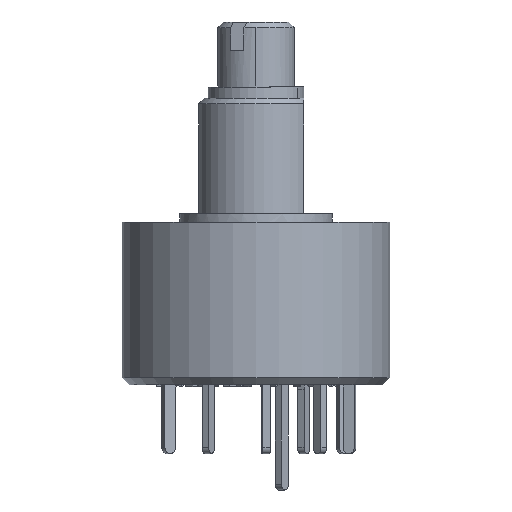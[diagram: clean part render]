
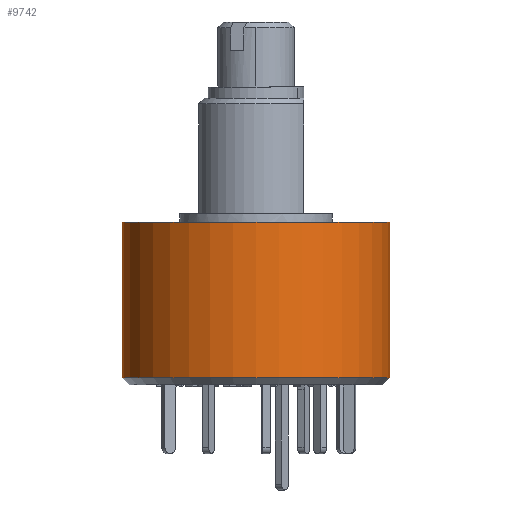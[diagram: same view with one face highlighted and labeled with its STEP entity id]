
A CAD part, left-side view. The second image highlights one B-rep face of the part: STEP entity #9742.
In plain terms, the highlighted cylindrical face has radius 7 mm (diameter 14 mm), a partial arc.
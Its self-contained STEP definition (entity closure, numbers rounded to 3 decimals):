
#377 = DIRECTION ( 'NONE',  ( 0., 0., -1. ) ) ;
#813 = VECTOR ( 'NONE', #377, 1000. ) ;
#1416 = CARTESIAN_POINT ( 'NONE',  ( 0., 7., -0.45 ) ) ;
#1688 = CARTESIAN_POINT ( 'NONE',  ( 0., -7., -8.574 ) ) ;
#1908 = ORIENTED_EDGE ( 'NONE', *, *, #14328, .T. ) ;
#2471 = DIRECTION ( 'NONE',  ( 0., 0., -1. ) ) ;
#2741 = ORIENTED_EDGE ( 'NONE', *, *, #14352, .F. ) ;
#2773 = DIRECTION ( 'NONE',  ( 0., 1., 0. ) ) ;
#2800 = DIRECTION ( 'NONE',  ( 0., 0., 1. ) ) ;
#2881 = VERTEX_POINT ( 'NONE', #1688 ) ;
#4047 = ORIENTED_EDGE ( 'NONE', *, *, #14335, .F. ) ;
#5224 = CARTESIAN_POINT ( 'NONE',  ( 0., -7., -0.45 ) ) ;
#5472 = DIRECTION ( 'NONE',  ( 0., 0., -1. ) ) ;
#5720 = VERTEX_POINT ( 'NONE', #6974 ) ;
#6676 = DIRECTION ( 'NONE',  ( 0., -1., 0. ) ) ;
#6974 = CARTESIAN_POINT ( 'NONE',  ( 0., 7., -8.574 ) ) ;
#8742 = CARTESIAN_POINT ( 'NONE',  ( 0., 7., -0.45 ) ) ;
#8776 = AXIS2_PLACEMENT_3D ( 'NONE', #11090, #5472, #2773 ) ;
#8857 = ORIENTED_EDGE ( 'NONE', *, *, #15382, .T. ) ;
#8904 = DIRECTION ( 'NONE',  ( 0., -1., 0. ) ) ;
#8952 = DIRECTION ( 'NONE',  ( 0., 0., 1. ) ) ;
#9137 = AXIS2_PLACEMENT_3D ( 'NONE', #12812, #8952, #6676 ) ;
#9464 = FACE_OUTER_BOUND ( 'NONE', #12166, .T. ) ;
#9742 = ADVANCED_FACE ( 'NONE', ( #9464 ), #11033, .T. ) ;
#10663 = VERTEX_POINT ( 'NONE', #1416 ) ;
#10825 = LINE ( 'NONE', #8742, #13368 ) ;
#11033 = CYLINDRICAL_SURFACE ( 'NONE', #8776, 7. ) ;
#11090 = CARTESIAN_POINT ( 'NONE',  ( 0., 0., -0.45 ) ) ;
#11433 = CIRCLE ( 'NONE', #16021, 7. ) ;
#12166 = EDGE_LOOP ( 'NONE', ( #4047, #2741, #8857, #1908 ) ) ;
#12812 = CARTESIAN_POINT ( 'NONE',  ( 0., 0., -8.574 ) ) ;
#13200 = LINE ( 'NONE', #5224, #813 ) ;
#13368 = VECTOR ( 'NONE', #2471, 1000. ) ;
#13483 = CARTESIAN_POINT ( 'NONE',  ( 0., -7., -0.45 ) ) ;
#14170 = CIRCLE ( 'NONE', #9137, 7. ) ;
#14328 = EDGE_CURVE ( 'NONE', #5720, #2881, #14170, .T. ) ;
#14335 = EDGE_CURVE ( 'NONE', #15098, #2881, #13200, .T. ) ;
#14352 = EDGE_CURVE ( 'NONE', #10663, #15098, #11433, .T. ) ;
#15098 = VERTEX_POINT ( 'NONE', #13483 ) ;
#15246 = CARTESIAN_POINT ( 'NONE',  ( 0., 0., -0.45 ) ) ;
#15382 = EDGE_CURVE ( 'NONE', #10663, #5720, #10825, .T. ) ;
#16021 = AXIS2_PLACEMENT_3D ( 'NONE', #15246, #2800, #8904 ) ;
